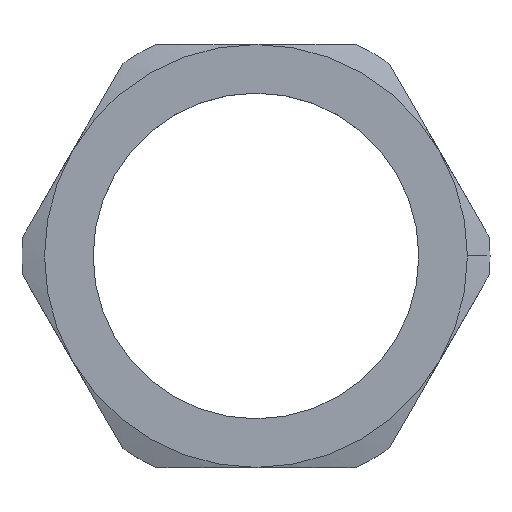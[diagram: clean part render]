
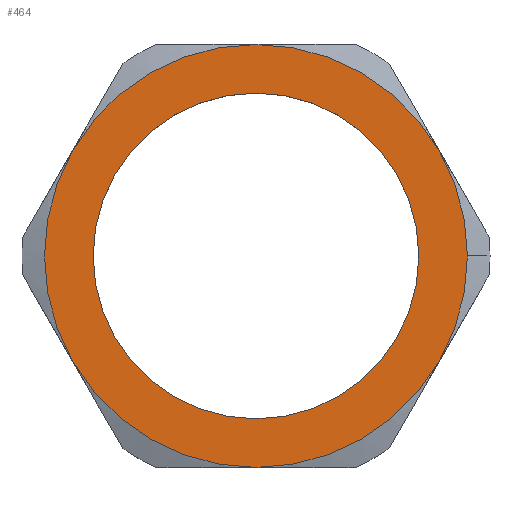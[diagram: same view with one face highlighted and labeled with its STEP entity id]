
A CAD part, top view. The second image highlights one B-rep face of the part: STEP entity #464.
In plain terms, the highlighted planar face has unit normal (0, 0, 1).
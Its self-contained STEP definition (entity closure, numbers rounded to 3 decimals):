
#2 = AXIS2_PLACEMENT_3D ( 'NONE', #578, #577, #576 ) ;
#4 = AXIS2_PLACEMENT_3D ( 'NONE', #599, #592, #591 ) ;
#5 = AXIS2_PLACEMENT_3D ( 'NONE', #581, #580, #579 ) ;
#9 = AXIS2_PLACEMENT_3D ( 'NONE', #584, #583, #582 ) ;
#20 = AXIS2_PLACEMENT_3D ( 'NONE', #156, #160, #161 ) ;
#40 = FACE_OUTER_BOUND ( 'NONE', #681, .T. ) ;
#43 = FACE_BOUND ( 'NONE', #692, .T. ) ;
#46 = AXIS2_PLACEMENT_3D ( 'NONE', #251, #252, #253 ) ;
#98 = AXIS2_PLACEMENT_3D ( 'NONE', #344, #345, #346 ) ;
#156 = CARTESIAN_POINT ( 'NONE',  ( 0., 0., 4.5 ) ) ;
#160 = DIRECTION ( 'NONE',  ( 0., 0., 1. ) ) ;
#161 = DIRECTION ( 'NONE',  ( 1., 0., 0. ) ) ;
#250 = PLANE ( 'NONE',  #46 ) ;
#251 = CARTESIAN_POINT ( 'NONE',  ( 0., 0., 4.5 ) ) ;
#252 = DIRECTION ( 'NONE',  ( 0., 0., 1. ) ) ;
#253 = DIRECTION ( 'NONE',  ( 1., 0., 0. ) ) ;
#344 = CARTESIAN_POINT ( 'NONE',  ( 0., 0., 4.5 ) ) ;
#345 = DIRECTION ( 'NONE',  ( 0., 0., 1. ) ) ;
#346 = DIRECTION ( 'NONE',  ( 1., 0., 0. ) ) ;
#354 = CARTESIAN_POINT ( 'NONE',  ( 21.651, -12.5, 4.5 ) ) ;
#359 = CARTESIAN_POINT ( 'NONE',  ( -19.25, 0., 4.5 ) ) ;
#362 = CARTESIAN_POINT ( 'NONE',  ( 25., 0., 4.5 ) ) ;
#364 = CARTESIAN_POINT ( 'NONE',  ( -21.651, 12.5, 4.5 ) ) ;
#365 = CARTESIAN_POINT ( 'NONE',  ( 0., -25., 4.5 ) ) ;
#366 = CARTESIAN_POINT ( 'NONE',  ( -21.651, -12.5, 4.5 ) ) ;
#367 = CARTESIAN_POINT ( 'NONE',  ( 19.25, 0., 4.5 ) ) ;
#369 = CARTESIAN_POINT ( 'NONE',  ( 0., 25., 4.5 ) ) ;
#374 = CARTESIAN_POINT ( 'NONE',  ( 21.651, 12.5, 4.5 ) ) ;
#415 = EDGE_CURVE ( 'NONE', #723, #715, #519, .T. ) ;
#416 = EDGE_CURVE ( 'NONE', #710, #718, #518, .T. ) ;
#417 = EDGE_CURVE ( 'NONE', #730, #725, #517, .T. ) ;
#418 = EDGE_CURVE ( 'NONE', #725, #720, #516, .T. ) ;
#419 = EDGE_CURVE ( 'NONE', #720, #722, #515, .T. ) ;
#420 = EDGE_CURVE ( 'NONE', #722, #721, #514, .T. ) ;
#421 = EDGE_CURVE ( 'NONE', #721, #710, #513, .T. ) ;
#439 = EDGE_CURVE ( 'NONE', #718, #730, #512, .T. ) ;
#464 = ADVANCED_FACE ( 'NONE', ( #43, #40 ), #250, .T. ) ;
#491 = CIRCLE ( 'NONE', #98, 19.25 ) ;
#512 = CIRCLE ( 'NONE', #20, 25. ) ;
#513 = CIRCLE ( 'NONE', #544, 25. ) ;
#514 = CIRCLE ( 'NONE', #2, 25. ) ;
#515 = CIRCLE ( 'NONE', #5, 25. ) ;
#516 = CIRCLE ( 'NONE', #9, 25. ) ;
#517 = CIRCLE ( 'NONE', #545, 25. ) ;
#518 = CIRCLE ( 'NONE', #546, 25. ) ;
#519 = CIRCLE ( 'NONE', #4, 19.25 ) ;
#541 = EDGE_CURVE ( 'NONE', #715, #723, #491, .T. ) ;
#544 = AXIS2_PLACEMENT_3D ( 'NONE', #575, #574, #573 ) ;
#545 = AXIS2_PLACEMENT_3D ( 'NONE', #587, #586, #585 ) ;
#546 = AXIS2_PLACEMENT_3D ( 'NONE', #590, #589, #588 ) ;
#573 = DIRECTION ( 'NONE',  ( 1., 0., 0. ) ) ;
#574 = DIRECTION ( 'NONE',  ( 0., 0., 1. ) ) ;
#575 = CARTESIAN_POINT ( 'NONE',  ( 0., 0., 4.5 ) ) ;
#576 = DIRECTION ( 'NONE',  ( 1., 0., 0. ) ) ;
#577 = DIRECTION ( 'NONE',  ( 0., 0., 1. ) ) ;
#578 = CARTESIAN_POINT ( 'NONE',  ( 0., 0., 4.5 ) ) ;
#579 = DIRECTION ( 'NONE',  ( 1., 0., 0. ) ) ;
#580 = DIRECTION ( 'NONE',  ( 0., 0., 1. ) ) ;
#581 = CARTESIAN_POINT ( 'NONE',  ( 0., 0., 4.5 ) ) ;
#582 = DIRECTION ( 'NONE',  ( 1., 0., 0. ) ) ;
#583 = DIRECTION ( 'NONE',  ( 0., 0., 1. ) ) ;
#584 = CARTESIAN_POINT ( 'NONE',  ( 0., 0., 4.5 ) ) ;
#585 = DIRECTION ( 'NONE',  ( 1., 0., 0. ) ) ;
#586 = DIRECTION ( 'NONE',  ( 0., 0., 1. ) ) ;
#587 = CARTESIAN_POINT ( 'NONE',  ( 0., 0., 4.5 ) ) ;
#588 = DIRECTION ( 'NONE',  ( 1., 0., 0. ) ) ;
#589 = DIRECTION ( 'NONE',  ( 0., 0., 1. ) ) ;
#590 = CARTESIAN_POINT ( 'NONE',  ( 0., 0., 4.5 ) ) ;
#591 = DIRECTION ( 'NONE',  ( 1., 0., 0. ) ) ;
#592 = DIRECTION ( 'NONE',  ( 0., 0., 1. ) ) ;
#599 = CARTESIAN_POINT ( 'NONE',  ( 0., 0., 4.5 ) ) ;
#617 = ORIENTED_EDGE ( 'NONE', *, *, #541, .F. ) ;
#618 = ORIENTED_EDGE ( 'NONE', *, *, #417, .T. ) ;
#619 = ORIENTED_EDGE ( 'NONE', *, *, #415, .F. ) ;
#620 = ORIENTED_EDGE ( 'NONE', *, *, #416, .T. ) ;
#621 = ORIENTED_EDGE ( 'NONE', *, *, #439, .T. ) ;
#622 = ORIENTED_EDGE ( 'NONE', *, *, #419, .T. ) ;
#623 = ORIENTED_EDGE ( 'NONE', *, *, #418, .T. ) ;
#624 = ORIENTED_EDGE ( 'NONE', *, *, #420, .T. ) ;
#625 = ORIENTED_EDGE ( 'NONE', *, *, #421, .T. ) ;
#681 = EDGE_LOOP ( 'NONE', ( #620, #621, #618, #623, #622, #624, #625 ) ) ;
#692 = EDGE_LOOP ( 'NONE', ( #617, #619 ) ) ;
#710 = VERTEX_POINT ( 'NONE', #354 ) ;
#715 = VERTEX_POINT ( 'NONE', #359 ) ;
#718 = VERTEX_POINT ( 'NONE', #362 ) ;
#720 = VERTEX_POINT ( 'NONE', #364 ) ;
#721 = VERTEX_POINT ( 'NONE', #365 ) ;
#722 = VERTEX_POINT ( 'NONE', #366 ) ;
#723 = VERTEX_POINT ( 'NONE', #367 ) ;
#725 = VERTEX_POINT ( 'NONE', #369 ) ;
#730 = VERTEX_POINT ( 'NONE', #374 ) ;
